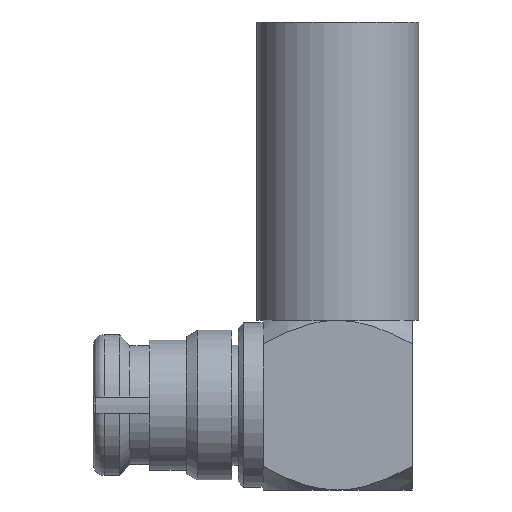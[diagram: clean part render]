
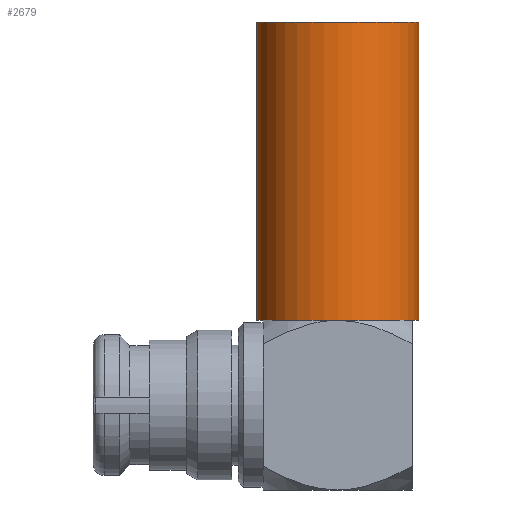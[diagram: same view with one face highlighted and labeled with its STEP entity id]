
A CAD part, front view. The second image highlights one B-rep face of the part: STEP entity #2679.
In plain terms, the highlighted cylindrical face has radius 1.905 mm (diameter 3.81 mm), a partial arc.
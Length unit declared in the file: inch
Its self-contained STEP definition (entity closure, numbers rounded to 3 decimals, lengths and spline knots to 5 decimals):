
#67 = CYLINDRICAL_SURFACE ( 'NONE', #1010, 0.075 ) ;
#81 = DIRECTION ( 'NONE',  ( 0., 0., -1. ) ) ;
#235 = ORIENTED_EDGE ( 'NONE', *, *, #1805, .T. ) ;
#290 = LINE ( 'NONE', #2059, #2447 ) ;
#365 = EDGE_LOOP ( 'NONE', ( #1281, #2168, #235, #664 ) ) ;
#403 = VERTEX_POINT ( 'NONE', #2614 ) ;
#664 = ORIENTED_EDGE ( 'NONE', *, *, #849, .T. ) ;
#715 = DIRECTION ( 'NONE',  ( 1., 0., 0. ) ) ;
#741 = CARTESIAN_POINT ( 'NONE',  ( 0.301, 0., 0.3545 ) ) ;
#746 = CARTESIAN_POINT ( 'NONE',  ( 0.301, 0., 0.0785 ) ) ;
#849 = EDGE_CURVE ( 'NONE', #2316, #2796, #2315, .T. ) ;
#900 = CARTESIAN_POINT ( 'NONE',  ( 0.151, 0., 0.3545 ) ) ;
#920 = DIRECTION ( 'NONE',  ( 0., 0., 1. ) ) ;
#978 = EDGE_CURVE ( 'NONE', #403, #989, #2026, .T. ) ;
#987 = EDGE_CURVE ( 'NONE', #989, #2796, #290, .T. ) ;
#989 = VERTEX_POINT ( 'NONE', #741 ) ;
#1010 = AXIS2_PLACEMENT_3D ( 'NONE', #1621, #81, #2726 ) ;
#1088 = DIRECTION ( 'NONE',  ( 0., 0., -1. ) ) ;
#1281 = ORIENTED_EDGE ( 'NONE', *, *, #987, .F. ) ;
#1303 = DIRECTION ( 'NONE',  ( 1., 0., 0. ) ) ;
#1486 = LINE ( 'NONE', #900, #1525 ) ;
#1525 = VECTOR ( 'NONE', #1088, 39.37008 ) ;
#1621 = CARTESIAN_POINT ( 'NONE',  ( 0.226, 0., 0.3545 ) ) ;
#1805 = EDGE_CURVE ( 'NONE', #403, #2316, #1486, .T. ) ;
#1840 = DIRECTION ( 'NONE',  ( 0., 0., -1. ) ) ;
#2026 = CIRCLE ( 'NONE', #2071, 0.075 ) ;
#2059 = CARTESIAN_POINT ( 'NONE',  ( 0.301, 0., 0.3545 ) ) ;
#2071 = AXIS2_PLACEMENT_3D ( 'NONE', #2288, #920, #715 ) ;
#2145 = CARTESIAN_POINT ( 'NONE',  ( 0.226, 0., 0.0785 ) ) ;
#2168 = ORIENTED_EDGE ( 'NONE', *, *, #978, .F. ) ;
#2231 = AXIS2_PLACEMENT_3D ( 'NONE', #2145, #2837, #1303 ) ;
#2288 = CARTESIAN_POINT ( 'NONE',  ( 0.226, 0., 0.3545 ) ) ;
#2315 = CIRCLE ( 'NONE', #2231, 0.075 ) ;
#2316 = VERTEX_POINT ( 'NONE', #2731 ) ;
#2447 = VECTOR ( 'NONE', #1840, 39.37008 ) ;
#2614 = CARTESIAN_POINT ( 'NONE',  ( 0.151, 0., 0.3545 ) ) ;
#2679 = ADVANCED_FACE ( 'NONE', ( #2765 ), #67, .T. ) ;
#2726 = DIRECTION ( 'NONE',  ( -1., 0., 0. ) ) ;
#2731 = CARTESIAN_POINT ( 'NONE',  ( 0.151, 0., 0.0785 ) ) ;
#2765 = FACE_OUTER_BOUND ( 'NONE', #365, .T. ) ;
#2796 = VERTEX_POINT ( 'NONE', #746 ) ;
#2837 = DIRECTION ( 'NONE',  ( 0., 0., 1. ) ) ;
